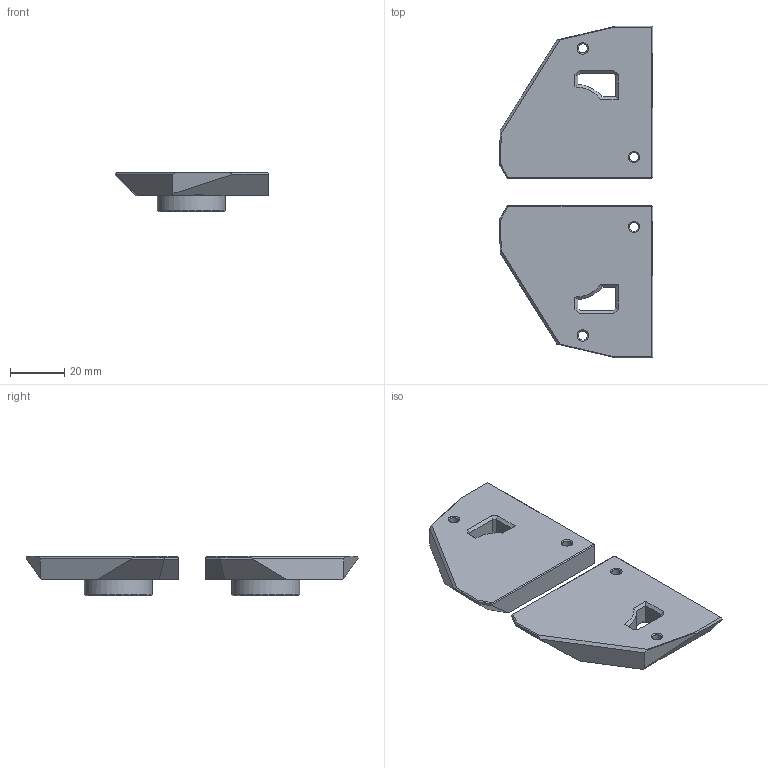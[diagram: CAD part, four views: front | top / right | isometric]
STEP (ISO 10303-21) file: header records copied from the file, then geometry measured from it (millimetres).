
FILE_DESCRIPTION(/* description */ (''),/* implementation_level */ '2;1');
FILE_NAME(/* name */ 'Micron_Hula_Feet.step',/* time_stamp */ '2024-07-02T09:09:27-07:00',/* author */ (''),/* organization */ (''),/* preprocessor_version */ 'ST-DEVELOPER v20',/* originating_system */ 'Autodesk Translation Framework v13.14.0.145',/* authorisation */ '');
FILE_SCHEMA (('AUTOMOTIVE_DESIGN { 1 0 10303 214 3 1 1 }'));
Length unit declared in the file: millimetre
Products named in the file (3): Micron_Hula_Feet; Micron_R1_Hula_Foot_mount_B; Micron_R1_Hula_Foot_mount_A
Assembly tree (2 placements, depth 2):
  Micron_Hula_Feet
    Micron_R1_Hula_Foot_mount_B
    Micron_R1_Hula_Foot_mount_A
Bounding box: 56.6 x 122.57 x 14.6 mm (x, y, z)
Volume: 47026.1 mm3; surface area: 14977.2 mm2
Topology: 2 solids, 2 shells, 150 faces, 384 edges, 236 vertices
Faces by surface type: plane 128, cone 12, cylinder 10
Full cylindrical faces by diameter (mm): 3.4 x4, 6 x4, 25.2 x2
Entity records: 4552 total; most frequent: CARTESIAN_POINT 793, ORIENTED_EDGE 768, DIRECTION 758, EDGE_CURVE 384, LINE 304, VECTOR 304, VERTEX_POINT 236, AXIS2_PLACEMENT_3D 227
